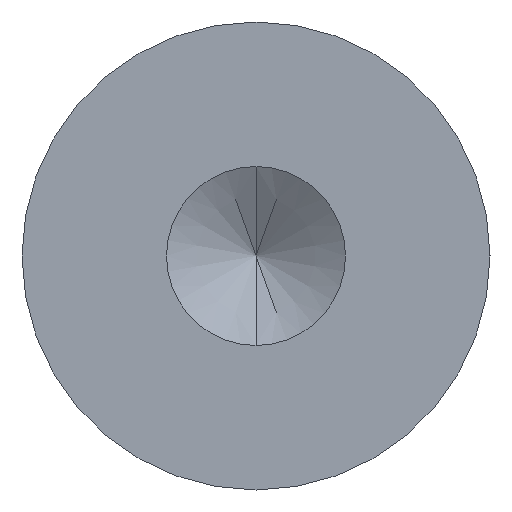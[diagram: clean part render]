
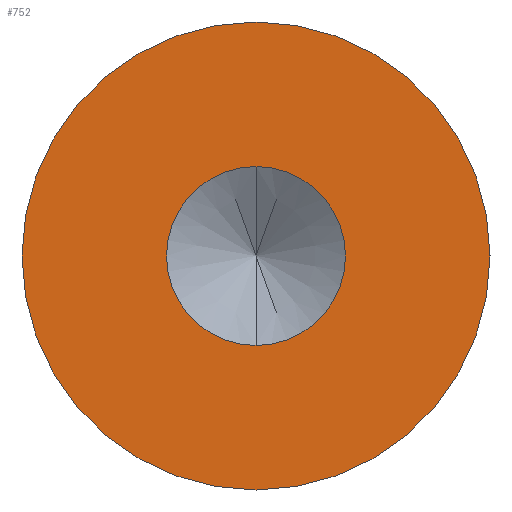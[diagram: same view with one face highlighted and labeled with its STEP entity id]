
A CAD part, left-side view. The second image highlights one B-rep face of the part: STEP entity #752.
In plain terms, the highlighted planar face has unit normal (-1, 0, 0).
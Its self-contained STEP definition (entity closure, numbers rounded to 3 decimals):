
#446=EDGE_CURVE('',#774,#646,#1211,.T.);
#496=EDGE_CURVE('',#646,#774,#1269,.T.);
#646=VERTEX_POINT('',#1435);
#662=EDGE_CURVE('',#736,#1086,#1452,.T.);
#736=VERTEX_POINT('',#1532);
#752=ADVANCED_FACE('',(#1550,#1551),#1552,.T.);
#774=VERTEX_POINT('',#1574);
#942=EDGE_CURVE('',#1086,#736,#1767,.T.);
#1086=VERTEX_POINT('',#1928);
#1211=CIRCLE('',#2070,3.0);
#1269=CIRCLE('',#2141,3.0);
#1435=CARTESIAN_POINT('',(0.0,0.,-3.0));
#1452=CIRCLE('',#2393,1.147);
#1532=CARTESIAN_POINT('',(0.0,0.0,1.147));
#1550=FACE_OUTER_BOUND('',#2530,.T.);
#1551=FACE_BOUND('',#2531,.T.);
#1552=PLANE('',#2532);
#1574=CARTESIAN_POINT('',(0.0,0.0,3.0));
#1767=CIRCLE('',#2804,1.147);
#1928=CARTESIAN_POINT('',(0.0,0.,-1.147));
#2070=AXIS2_PLACEMENT_3D('',#3193,#3194,#3195);
#2141=AXIS2_PLACEMENT_3D('',#3280,#3281,#3282);
#2393=AXIS2_PLACEMENT_3D('',#3512,#3513,#3514);
#2530=EDGE_LOOP('',(#3624,#3625));
#2531=EDGE_LOOP('',(#3626,#3627));
#2532=AXIS2_PLACEMENT_3D('',#3628,#3629,#3630);
#2804=AXIS2_PLACEMENT_3D('',#3903,#3904,#3905);
#3193=CARTESIAN_POINT('',(0.0,0.0,0.0));
#3194=DIRECTION('',(1.0,0.0,-0.0));
#3195=DIRECTION('',(0.0,0.0,1.0));
#3280=CARTESIAN_POINT('',(0.0,0.0,0.0));
#3281=DIRECTION('',(1.0,0.0,-0.0));
#3282=DIRECTION('',(0.0,0.0,1.0));
#3512=CARTESIAN_POINT('',(0.0,0.0,0.0));
#3513=DIRECTION('',(1.0,0.0,-0.0));
#3514=DIRECTION('',(0.0,0.0,1.0));
#3624=ORIENTED_EDGE('',*,*,#446,.F.);
#3625=ORIENTED_EDGE('',*,*,#496,.F.);
#3626=ORIENTED_EDGE('',*,*,#662,.T.);
#3627=ORIENTED_EDGE('',*,*,#942,.T.);
#3628=CARTESIAN_POINT('',(0.0,0.0,2.073));
#3629=DIRECTION('',(-1.0,0.0,0.0));
#3630=DIRECTION('',(0.0,0.0,1.0));
#3903=CARTESIAN_POINT('',(0.0,0.0,0.0));
#3904=DIRECTION('',(1.0,0.0,-0.0));
#3905=DIRECTION('',(0.0,0.0,1.0));
